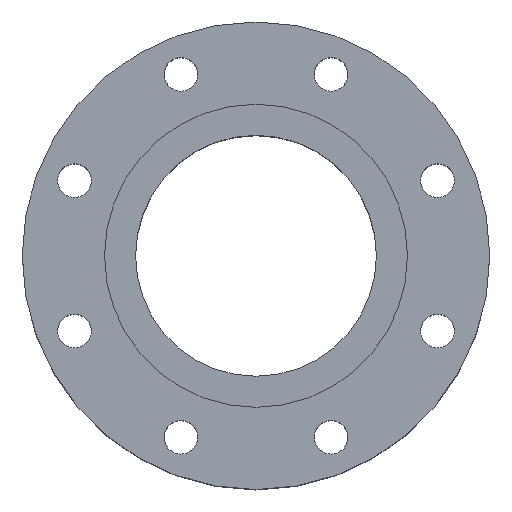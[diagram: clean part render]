
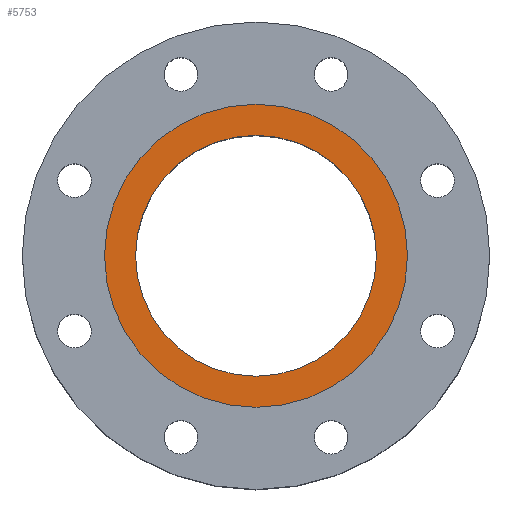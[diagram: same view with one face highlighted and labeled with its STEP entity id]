
A CAD part, top view. The second image highlights one B-rep face of the part: STEP entity #5753.
In plain terms, the highlighted planar face has unit normal (0, 0, 1).
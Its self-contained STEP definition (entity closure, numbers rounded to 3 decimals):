
#338 = EDGE_LOOP ( 'NONE', ( #25432, #3615 ) ) ;
#1984 = FACE_OUTER_BOUND ( 'NONE', #2190, .T. ) ;
#2122 = DIRECTION ( 'NONE',  ( 1., 0., 0. ) ) ;
#2190 = EDGE_LOOP ( 'NONE', ( #14683, #18088 ) ) ;
#2745 = DIRECTION ( 'NONE',  ( 1., 0., 0. ) ) ;
#3615 = ORIENTED_EDGE ( 'NONE', *, *, #15710, .F. ) ;
#4195 = CARTESIAN_POINT ( 'NONE',  ( 0., 81., 0. ) ) ;
#4215 = EDGE_CURVE ( 'NONE', #15295, #23474, #28875, .T. ) ;
#4923 = CARTESIAN_POINT ( 'NONE',  ( 81., 0., 0. ) ) ;
#5753 = ADVANCED_FACE ( 'NONE', ( #11148, #1984 ), #28590, .F. ) ;
#5867 = DIRECTION ( 'NONE',  ( 1., 0., 0. ) ) ;
#6560 = DIRECTION ( 'NONE',  ( -1., 0., 0. ) ) ;
#7165 = CARTESIAN_POINT ( 'NONE',  ( 64.4, 0., 0. ) ) ;
#7941 = CIRCLE ( 'NONE', #18806, 81. ) ;
#8382 = CARTESIAN_POINT ( 'NONE',  ( 0., 0., 0. ) ) ;
#8768 = DIRECTION ( 'NONE',  ( 0., 0., 1. ) ) ;
#8952 = DIRECTION ( 'NONE',  ( 0., 0., 1. ) ) ;
#9167 = CARTESIAN_POINT ( 'NONE',  ( -64.4, 0., 0. ) ) ;
#10172 = DIRECTION ( 'NONE',  ( 0., 0., 1. ) ) ;
#11148 = FACE_BOUND ( 'NONE', #338, .T. ) ;
#11171 = CARTESIAN_POINT ( 'NONE',  ( 0., 0., 0. ) ) ;
#11640 = VERTEX_POINT ( 'NONE', #7165 ) ;
#12934 = DIRECTION ( 'NONE',  ( 0., 0., -1. ) ) ;
#13669 = AXIS2_PLACEMENT_3D ( 'NONE', #14471, #25534, #16383 ) ;
#14471 = CARTESIAN_POINT ( 'NONE',  ( 0., 0., 0. ) ) ;
#14683 = ORIENTED_EDGE ( 'NONE', *, *, #4215, .T. ) ;
#15295 = VERTEX_POINT ( 'NONE', #4923 ) ;
#15710 = EDGE_CURVE ( 'NONE', #27866, #11640, #26433, .T. ) ;
#16383 = DIRECTION ( 'NONE',  ( 1., 0., 0. ) ) ;
#16924 = EDGE_CURVE ( 'NONE', #23474, #15295, #7941, .T. ) ;
#17480 = AXIS2_PLACEMENT_3D ( 'NONE', #11171, #8952, #2745 ) ;
#18088 = ORIENTED_EDGE ( 'NONE', *, *, #16924, .T. ) ;
#18806 = AXIS2_PLACEMENT_3D ( 'NONE', #8382, #10172, #5867 ) ;
#18984 = AXIS2_PLACEMENT_3D ( 'NONE', #20132, #8768, #2122 ) ;
#20132 = CARTESIAN_POINT ( 'NONE',  ( 0., 0., 0. ) ) ;
#20685 = EDGE_CURVE ( 'NONE', #11640, #27866, #24500, .T. ) ;
#23474 = VERTEX_POINT ( 'NONE', #26384 ) ;
#24500 = CIRCLE ( 'NONE', #13669, 64.4 ) ;
#25432 = ORIENTED_EDGE ( 'NONE', *, *, #20685, .F. ) ;
#25534 = DIRECTION ( 'NONE',  ( 0., 0., 1. ) ) ;
#26384 = CARTESIAN_POINT ( 'NONE',  ( -81., 0., 0. ) ) ;
#26433 = CIRCLE ( 'NONE', #17480, 64.4 ) ;
#27866 = VERTEX_POINT ( 'NONE', #9167 ) ;
#28418 = AXIS2_PLACEMENT_3D ( 'NONE', #4195, #12934, #6560 ) ;
#28590 = PLANE ( 'NONE',  #28418 ) ;
#28875 = CIRCLE ( 'NONE', #18984, 81. ) ;
